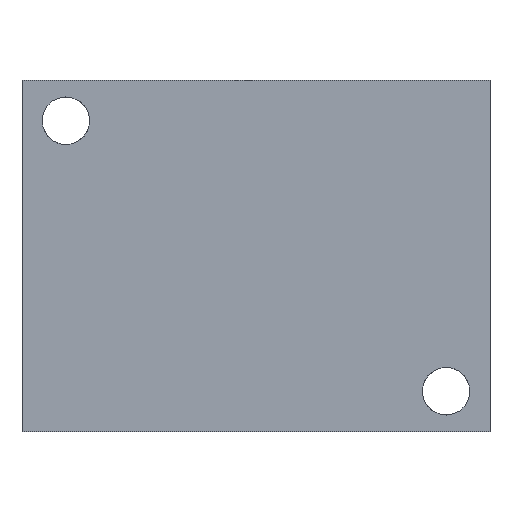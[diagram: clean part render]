
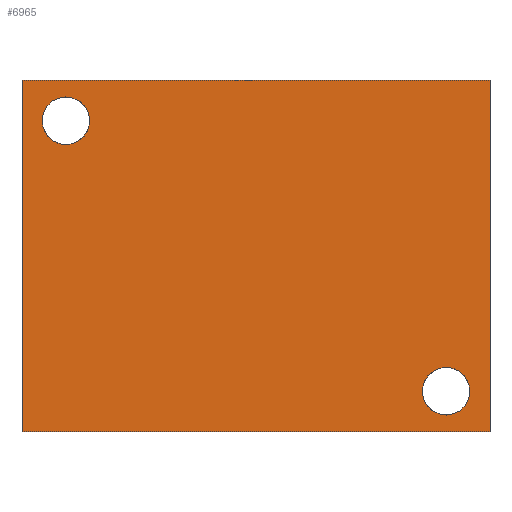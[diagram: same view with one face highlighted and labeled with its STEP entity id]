
A CAD part, front view. The second image highlights one B-rep face of the part: STEP entity #6965.
In plain terms, the highlighted planar face has unit normal (0, -1, 0).
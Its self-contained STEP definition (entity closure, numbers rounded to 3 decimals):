
#71=CIRCLE('',#7195,5.156);
#72=CIRCLE('',#7196,5.156);
#74=CIRCLE('',#7204,5.156);
#75=CIRCLE('',#7205,5.156);
#175=FACE_BOUND('',#1218,.T.);
#176=FACE_BOUND('',#1219,.T.);
#827=FACE_OUTER_BOUND('',#1217,.T.);
#1217=EDGE_LOOP('',(#6089,#6090,#6091,#6092));
#1218=EDGE_LOOP('',(#6093,#6094));
#1219=EDGE_LOOP('',(#6095,#6096));
#1477=LINE('',#10634,#2151);
#1891=LINE('',#11955,#2565);
#1896=LINE('',#11964,#2570);
#1897=LINE('',#11966,#2571);
#2151=VECTOR('',#7708,10.);
#2565=VECTOR('',#8652,10.);
#2570=VECTOR('',#8661,10.);
#2571=VECTOR('',#8664,10.);
#2854=VERTEX_POINT('',#10632);
#2855=VERTEX_POINT('',#10633);
#3126=VERTEX_POINT('',#11559);
#3127=VERTEX_POINT('',#11560);
#3131=VERTEX_POINT('',#11575);
#3132=VERTEX_POINT('',#11576);
#3211=VERTEX_POINT('',#11953);
#3213=VERTEX_POINT('',#11962);
#3637=EDGE_CURVE('',#2854,#2855,#1477,.T.);
#4040=EDGE_CURVE('',#3126,#3127,#71,.T.);
#4041=EDGE_CURVE('',#3127,#3126,#72,.T.);
#4049=EDGE_CURVE('',#3131,#3132,#74,.T.);
#4050=EDGE_CURVE('',#3132,#3131,#75,.T.);
#4171=EDGE_CURVE('',#3211,#2854,#1891,.T.);
#4176=EDGE_CURVE('',#3213,#2855,#1896,.T.);
#4177=EDGE_CURVE('',#3211,#3213,#1897,.T.);
#6089=ORIENTED_EDGE('',*,*,#4177,.T.);
#6090=ORIENTED_EDGE('',*,*,#4176,.T.);
#6091=ORIENTED_EDGE('',*,*,#3637,.F.);
#6092=ORIENTED_EDGE('',*,*,#4171,.F.);
#6093=ORIENTED_EDGE('',*,*,#4040,.T.);
#6094=ORIENTED_EDGE('',*,*,#4041,.T.);
#6095=ORIENTED_EDGE('',*,*,#4049,.T.);
#6096=ORIENTED_EDGE('',*,*,#4050,.T.);
#6322=PLANE('',#7316);
#6965=ADVANCED_FACE('',(#827,#175,#176),#6322,.T.);
#7195=AXIS2_PLACEMENT_3D('',#11561,#8381,#8382);
#7196=AXIS2_PLACEMENT_3D('',#11562,#8383,#8384);
#7204=AXIS2_PLACEMENT_3D('',#11577,#8401,#8402);
#7205=AXIS2_PLACEMENT_3D('',#11578,#8403,#8404);
#7316=AXIS2_PLACEMENT_3D('',#11965,#8662,#8663);
#7708=DIRECTION('',(1.,0.,0.));
#8381=DIRECTION('center_axis',(0.,1.,0.));
#8382=DIRECTION('ref_axis',(1.,0.,0.));
#8383=DIRECTION('center_axis',(0.,1.,0.));
#8384=DIRECTION('ref_axis',(1.,0.,0.));
#8401=DIRECTION('center_axis',(0.,1.,0.));
#8402=DIRECTION('ref_axis',(1.,0.,0.));
#8403=DIRECTION('center_axis',(0.,1.,0.));
#8404=DIRECTION('ref_axis',(1.,0.,0.));
#8652=DIRECTION('',(0.,0.,1.));
#8661=DIRECTION('',(0.,0.,1.));
#8662=DIRECTION('center_axis',(0.,-1.,0.));
#8663=DIRECTION('ref_axis',(1.,0.,0.));
#8664=DIRECTION('',(1.,0.,0.));
#10632=CARTESIAN_POINT('',(0.,0.,76.2));
#10633=CARTESIAN_POINT('',(101.6,0.,76.2));
#10634=CARTESIAN_POINT('',(0.,0.,76.2));
#11559=CARTESIAN_POINT('',(14.681,0.,67.462));
#11560=CARTESIAN_POINT('',(4.369,0.,67.462));
#11561=CARTESIAN_POINT('Origin',(9.525,0.,67.462));
#11562=CARTESIAN_POINT('Origin',(9.525,0.,67.462));
#11575=CARTESIAN_POINT('',(97.231,0.,8.738));
#11576=CARTESIAN_POINT('',(86.919,0.,8.738));
#11577=CARTESIAN_POINT('Origin',(92.075,0.,8.738));
#11578=CARTESIAN_POINT('Origin',(92.075,0.,8.738));
#11953=CARTESIAN_POINT('',(0.,0.,0.));
#11955=CARTESIAN_POINT('',(0.,0.,0.));
#11962=CARTESIAN_POINT('',(101.6,0.,0.));
#11964=CARTESIAN_POINT('',(101.6,0.,0.));
#11965=CARTESIAN_POINT('Origin',(0.,0.,0.));
#11966=CARTESIAN_POINT('',(0.,0.,0.));
